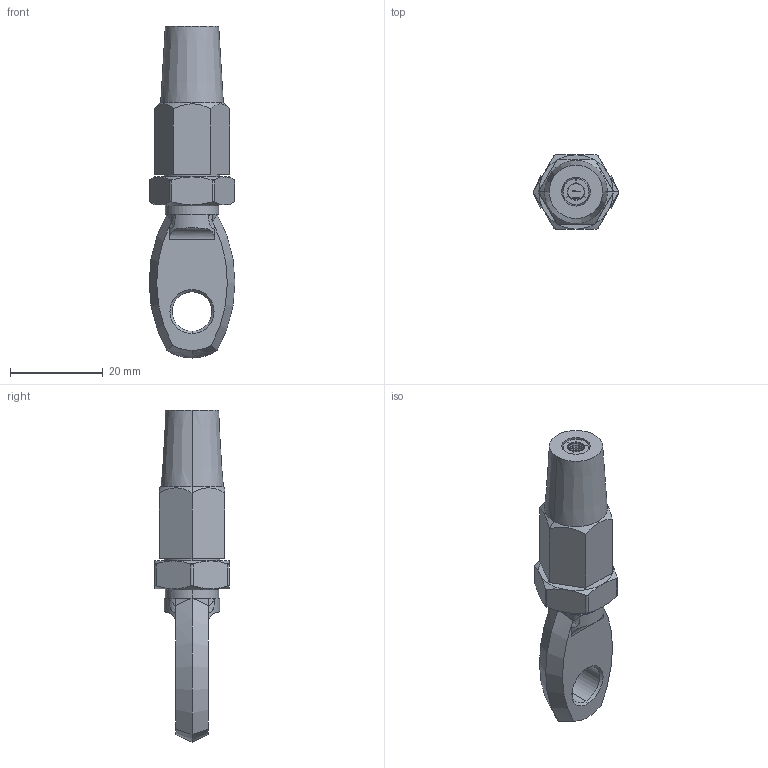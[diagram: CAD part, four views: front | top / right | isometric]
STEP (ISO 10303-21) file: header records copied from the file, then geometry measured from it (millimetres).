
FILE_DESCRIPTION (( 'STEP AP203' ), '1' );
FILE_NAME ('10160004.STEP', '2018-03-13T10:29:18', ( '' ), ( '' ), 'SwSTEP 2.0', 'SolidWorks 2015', '' );
FILE_SCHEMA (( 'CONFIG_CONTROL_DESIGN' ));
Length unit declared in the file: millimetre
Products named in the file (7): 10160004; 1016000X Teil4_10160004 Teil3; 1016000X Teil3_10160004 Teil3; 1016000X Teil6_10160004 Teil6; 1016000X Teil5_10160004 Teil5; 1016000X Teil2_10160004 Teil2; 1016000X Teil1_10160004 Teil1
Assembly tree (8 placements, depth 2):
  10160004
    1016000X Teil4_10160004 Teil3
    1016000X Teil2_10160004 Teil2  x3
    1016000X Teil3_10160004 Teil3
    1016000X Teil1_10160004 Teil1
    1016000X Teil5_10160004 Teil5
    1016000X Teil6_10160004 Teil6
Bounding box: 18.5 x 16 x 71.5 mm (x, y, z)
Volume: 8857.3 mm3; surface area: 6841.9 mm2
Topology: 8 solids, 8 shells, 542 faces, 1443 edges, 937 vertices
Faces by surface type: plane 145, cylinder 131, torus 111, bspline 101, cone 54
Entity records: 18958 total; most frequent: CARTESIAN_POINT 9186, ORIENTED_EDGE 2014, DIRECTION 1611, EDGE_CURVE 1007, VERTEX_POINT 649, AXIS2_PLACEMENT_3D 556, LINE 499, VECTOR 499
